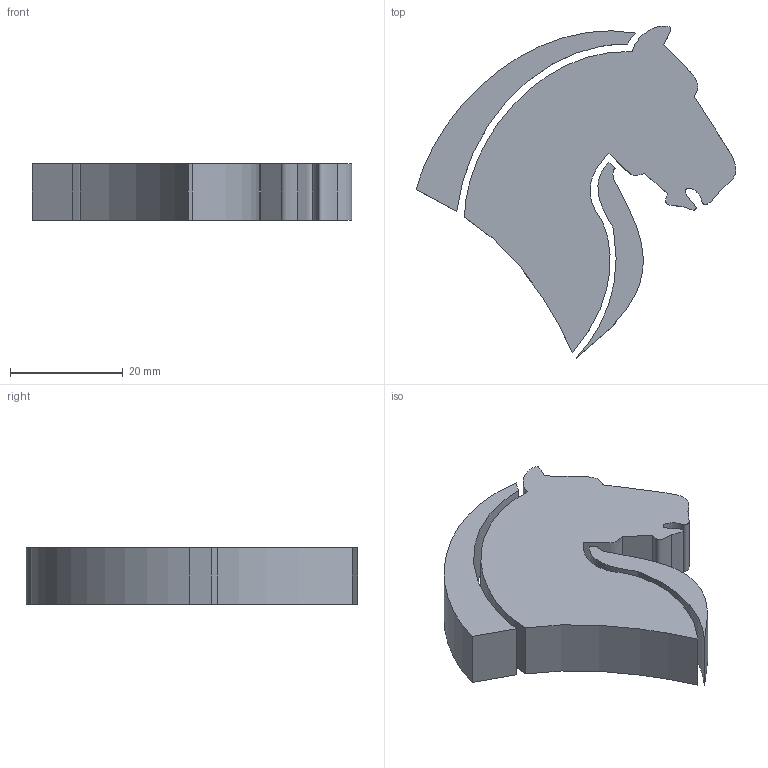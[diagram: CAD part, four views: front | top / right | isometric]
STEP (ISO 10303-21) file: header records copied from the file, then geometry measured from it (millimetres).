
FILE_DESCRIPTION (( 'STEP AP203' ), '1' );
FILE_NAME ('Logo.STEP', '2020-03-24T19:05:11', ( '' ), ( '' ), 'SwSTEP 2.0', 'SolidWorks 2020', '' );
FILE_SCHEMA (( 'CONFIG_CONTROL_DESIGN' ));
Length unit declared in the file: millimetre
Products named in the file (1): Logo
Bounding box: 56.69 x 58.82 x 10 mm (x, y, z)
Volume: 16410.5 mm3; surface area: 7082.1 mm2
Topology: 3 solids, 3 shells, 30 faces, 72 edges, 48 vertices
Faces by surface type: bspline 21, plane 9
Entity records: 1017 total; most frequent: CARTESIAN_POINT 398, ORIENTED_EDGE 144, EDGE_CURVE 72, B_SPLINE_CURVE_WITH_KNOTS 48, VERTEX_POINT 48, DIRECTION 44, EDGE_LOOP 30, ADVANCED_FACE 30
